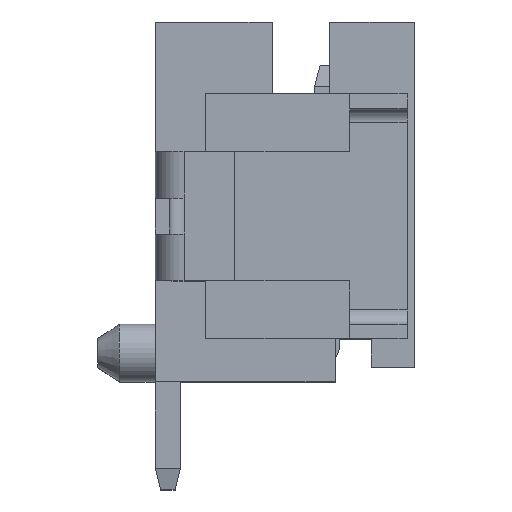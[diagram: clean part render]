
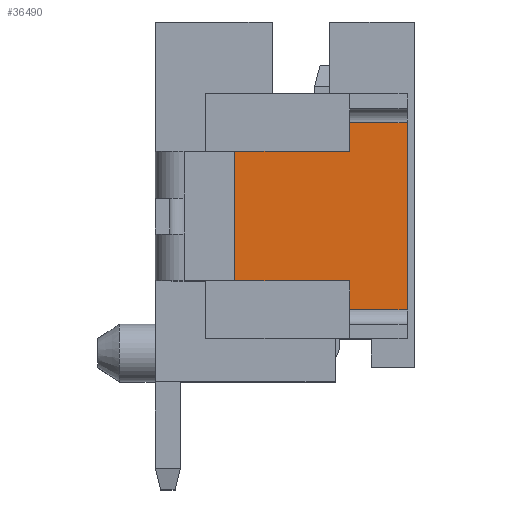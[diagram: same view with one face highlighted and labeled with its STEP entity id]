
A CAD part, top view. The second image highlights one B-rep face of the part: STEP entity #36490.
In plain terms, the highlighted planar face has unit normal (0, 0, 1).
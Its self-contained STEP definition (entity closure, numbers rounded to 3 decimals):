
#2620=CARTESIAN_POINT('',(0.283,1.27,14.15));
#2630=VERTEX_POINT('',#2620);
#2860=CARTESIAN_POINT('',(-0.417,1.27,14.15));
#2870=VERTEX_POINT('',#2860);
#2900=CARTESIAN_POINT('',(0.,1.27,14.15));
#2910=DIRECTION('',(1.,0.,0.));
#2920=VECTOR('',#2910,1.);
#2930=LINE('',#2900,#2920);
#2940=CARTESIAN_POINT('',(-0.751,1.27,14.15));
#2950=VERTEX_POINT('',#2940);
#2960=EDGE_CURVE('',#2950,#2870,#2930,.T.);
#3140=CARTESIAN_POINT('',(-0.917,1.27,14.15));
#3150=VERTEX_POINT('',#3140);
#3180=CARTESIAN_POINT('',(-1.167,1.27,14.15));
#3190=VERTEX_POINT('',#3180);
#3200=EDGE_CURVE('',#3190,#3150,#2930,.T.);
#8140=CARTESIAN_POINT('',(1.083,1.37,14.15));
#8150=VERTEX_POINT('',#8140);
#8180=CARTESIAN_POINT('',(-0.387,1.37,14.15));
#8190=DIRECTION('',(-1.,0.,0.));
#8200=VECTOR('',#8190,1.);
#8210=LINE('',#8180,#8200);
#8220=CARTESIAN_POINT('',(0.283,1.37,14.15));
#8230=VERTEX_POINT('',#8220);
#8240=EDGE_CURVE('',#8150,#8230,#8210,.T.);
#8900=CARTESIAN_POINT('',(-0.387,1.379,14.15));
#8910=DIRECTION('',(0.958,0.287,
0.));
#8920=VECTOR('',#8910,1.);
#8930=LINE('',#8900,#8920);
#8940=CARTESIAN_POINT('',(-0.917,1.22,14.15));
#8950=VERTEX_POINT('',#8940);
#8960=EDGE_CURVE('',#8950,#2950,#8930,.T.);
#10520=CARTESIAN_POINT('',(-1.256,-1.113,14.15));
#10530=VERTEX_POINT('',#10520);
#10560=CARTESIAN_POINT('',(-0.387,-1.287,14.15));
#10570=DIRECTION('',(-0.981,0.196,
0.));
#10580=VECTOR('',#10570,1.);
#10590=LINE('',#10560,#10580);
#10600=CARTESIAN_POINT('',(-1.167,-1.13,14.15));
#10610=VERTEX_POINT('',#10600);
#10620=EDGE_CURVE('',#10610,#10530,#10590,.T.);
#14490=CARTESIAN_POINT('',(0.283,0.,14.15));
#14500=DIRECTION('',(0.,1.,0.));
#14510=VECTOR('',#14500,1.);
#14520=LINE('',#14490,#14510);
#14530=EDGE_CURVE('',#2630,#8230,#14520,.T.);
#20410=CARTESIAN_POINT('',(0.283,-1.13,14.15));
#20420=VERTEX_POINT('',#20410);
#20450=CARTESIAN_POINT('',(0.283,0.,14.15));
#20460=DIRECTION('',(0.,1.,0.));
#20470=VECTOR('',#20460,1.);
#20480=LINE('',#20450,#20470);
#20490=CARTESIAN_POINT('',(0.283,-1.23,14.15));
#20500=VERTEX_POINT('',#20490);
#20510=EDGE_CURVE('',#20500,#20420,#20480,.T.);
#20960=CARTESIAN_POINT('',(0.,-1.13,14.15));
#20970=DIRECTION('',(-1.,0.,0.));
#20980=VECTOR('',#20970,1.);
#20990=LINE('',#20960,#20980);
#21000=CARTESIAN_POINT('',(-0.917,-1.13,14.15));
#21010=VERTEX_POINT('',#21000);
#21020=EDGE_CURVE('',#21010,#10610,#20990,.T.);
#21200=CARTESIAN_POINT('',(-0.751,-1.13,14.15));
#21210=VERTEX_POINT('',#21200);
#21240=CARTESIAN_POINT('',(-0.417,-1.13,14.15));
#21250=VERTEX_POINT('',#21240);
#21260=EDGE_CURVE('',#21250,#21210,#20990,.T.);
#25680=CARTESIAN_POINT('',(1.083,-1.23,14.15));
#25690=VERTEX_POINT('',#25680);
#25720=CARTESIAN_POINT('',(1.083,-0.448,14.15));
#25730=DIRECTION('',(0.,-1.,0.));
#25740=VECTOR('',#25730,1.);
#25750=LINE('',#25720,#25740);
#25760=EDGE_CURVE('',#8150,#25690,#25750,.T.);
#27840=CARTESIAN_POINT('',(-2.017,1.77,14.15));
#27850=DIRECTION('',(0.,-1.,0.));
#27860=VECTOR('',#27850,1.);
#27870=LINE('',#27840,#27860);
#27880=CARTESIAN_POINT('',(-2.017,0.97,14.15));
#27890=VERTEX_POINT('',#27880);
#27900=CARTESIAN_POINT('',(-2.017,-0.83,14.15));
#27910=VERTEX_POINT('',#27900);
#27920=EDGE_CURVE('',#27890,#27910,#27870,.T.);
#28670=CARTESIAN_POINT('',(-0.917,-0.448,14.15))
;
#28680=DIRECTION('',(0.,-1.,0.));
#28690=VECTOR('',#28680,1.);
#28700=LINE('',#28670,#28690);
#28710=EDGE_CURVE('',#3150,#8950,#28700,.T.);
#29140=CARTESIAN_POINT('',(-0.387,-1.23,14.15));
#29150=DIRECTION('',(1.,0.,0.));
#29160=VECTOR('',#29150,1.);
#29170=LINE('',#29140,#29160);
#29180=EDGE_CURVE('',#20500,#25690,#29170,.T.);
#30630=CARTESIAN_POINT('',(-0.417,-0.448,14.15))
;
#30640=DIRECTION('',(0.,-1.,0.));
#30650=VECTOR('',#30640,1.);
#30660=LINE('',#30630,#30650);
#30670=CARTESIAN_POINT('',(-0.417,-1.08,14.15));
#30680=VERTEX_POINT('',#30670);
#30690=EDGE_CURVE('',#30680,#21250,#30660,.T.);
#32660=CARTESIAN_POINT('',(-0.417,1.22,14.15));
#32670=VERTEX_POINT('',#32660);
#32700=CARTESIAN_POINT('',(-0.417,-0.448,14.15))
;
#32710=DIRECTION('',(0.,-1.,0.));
#32720=VECTOR('',#32710,1.);
#32730=LINE('',#32700,#32720);
#32740=EDGE_CURVE('',#2870,#32670,#32730,.T.);
#32890=CARTESIAN_POINT('',(-1.417,-0.931,14.15));
#32900=VERTEX_POINT('',#32890);
#32930=CARTESIAN_POINT('',(-1.217,-0.917,14.15));
#32940=DIRECTION('',(0.,0.,-1.));
#32950=DIRECTION('',(0.,1.,0.));
#32960=AXIS2_PLACEMENT_3D('',#32930,#32940,#32950);
#32970=CIRCLE('',#32960,0.2);
#32980=EDGE_CURVE('',#10530,#32900,#32970,.T.);
#33110=CARTESIAN_POINT('',(-0.387,-1.08,14.15));
#33120=DIRECTION('',(-1.,0.,0.));
#33130=VECTOR('',#33120,1.);
#33140=LINE('',#33110,#33130);
#33150=CARTESIAN_POINT('',(0.283,-1.08,14.15));
#33160=VERTEX_POINT('',#33150);
#33170=EDGE_CURVE('',#33160,#30680,#33140,.T.);
#35460=CARTESIAN_POINT('',(1.083,1.77,14.15));
#35470=DIRECTION('',(0.,0.,-1.));
#35480=DIRECTION('',(1.,0.,0.));
#35490=AXIS2_PLACEMENT_3D('',#35460,#35470,#35480);
#35500=PLANE('',#35490);
#35510=CARTESIAN_POINT('',(-1.417,-0.448,14.15));
#35520=DIRECTION('',(0.,1.,0.));
#35530=VECTOR('',#35520,1.);
#35540=LINE('',#35510,#35530);
#35550=CARTESIAN_POINT('',(-1.417,0.97,14.15));
#35560=VERTEX_POINT('',#35550);
#35570=CARTESIAN_POINT('',(-1.417,1.07,14.15));
#35580=VERTEX_POINT('',#35570);
#35590=EDGE_CURVE('',#35560,#35580,#35540,.T.);
#35600=ORIENTED_EDGE('',*,*,#35590,.F.);
#35610=CARTESIAN_POINT('',(-1.217,1.056,14.15));
#35620=DIRECTION('',(0.,0.,1.));
#35630=DIRECTION('',(0.,-1.,0.));
#35640=AXIS2_PLACEMENT_3D('',#35610,#35620,#35630);
#35650=CIRCLE('',#35640,0.2);
#35660=CARTESIAN_POINT('',(-1.256,1.252,14.15));
#35670=VERTEX_POINT('',#35660);
#35680=EDGE_CURVE('',#35670,#35580,#35650,.T.);
#35690=ORIENTED_EDGE('',*,*,#35680,.T.);
#35700=CARTESIAN_POINT('',(-0.387,1.426,14.15));
#35710=DIRECTION('',(0.981,0.196,
0.));
#35720=VECTOR('',#35710,1.);
#35730=LINE('',#35700,#35720);
#35740=EDGE_CURVE('',#35670,#3190,#35730,.T.);
#35750=ORIENTED_EDGE('',*,*,#35740,.F.);
#35760=ORIENTED_EDGE('',*,*,#3200,.F.);
#35770=ORIENTED_EDGE('',*,*,#28710,.F.);
#35780=ORIENTED_EDGE('',*,*,#8960,.F.);
#35790=ORIENTED_EDGE('',*,*,#2960,.F.);
#35800=ORIENTED_EDGE('',*,*,#32740,.F.);
#35810=CARTESIAN_POINT('',(-0.387,1.22,14.15));
#35820=DIRECTION('',(1.,0.,0.));
#35830=VECTOR('',#35820,1.);
#35840=LINE('',#35810,#35830);
#35850=CARTESIAN_POINT('',(0.283,1.22,14.15));
#35860=VERTEX_POINT('',#35850);
#35870=EDGE_CURVE('',#32670,#35860,#35840,.T.);
#35880=ORIENTED_EDGE('',*,*,#35870,.F.);
#35890=CARTESIAN_POINT('',(0.283,-0.448,14.15));
#35900=DIRECTION('',(0.,-1.,0.));
#35910=VECTOR('',#35900,1.);
#35920=LINE('',#35890,#35910);
#35930=EDGE_CURVE('',#2630,#35860,#35920,.T.);
#35940=ORIENTED_EDGE('',*,*,#35930,.T.);
#35950=ORIENTED_EDGE('',*,*,#14530,.F.);
#35960=ORIENTED_EDGE('',*,*,#8240,.T.);
#35970=ORIENTED_EDGE('',*,*,#25760,.F.);
#35980=ORIENTED_EDGE('',*,*,#29180,.T.);
#35990=ORIENTED_EDGE('',*,*,#20510,.F.);
#36000=CARTESIAN_POINT('',(0.283,-0.448,14.15));
#36010=DIRECTION('',(0.,-1.,0.));
#36020=VECTOR('',#36010,1.);
#36030=LINE('',#36000,#36020);
#36040=EDGE_CURVE('',#33160,#20420,#36030,.T.);
#36050=ORIENTED_EDGE('',*,*,#36040,.T.);
#36060=ORIENTED_EDGE('',*,*,#33170,.F.);
#36070=ORIENTED_EDGE('',*,*,#30690,.F.);
#36080=ORIENTED_EDGE('',*,*,#21260,.F.);
#36090=CARTESIAN_POINT('',(-0.387,-1.24,14.15));
#36100=DIRECTION('',(-0.958,0.287,
0.));
#36110=VECTOR('',#36100,1.);
#36120=LINE('',#36090,#36110);
#36130=CARTESIAN_POINT('',(-0.917,-1.08,14.15));
#36140=VERTEX_POINT('',#36130);
#36150=EDGE_CURVE('',#21210,#36140,#36120,.T.);
#36160=ORIENTED_EDGE('',*,*,#36150,.F.);
#36170=CARTESIAN_POINT('',(-0.917,-0.448,14.15))
;
#36180=DIRECTION('',(0.,-1.,0.));
#36190=VECTOR('',#36180,1.);
#36200=LINE('',#36170,#36190);
#36210=EDGE_CURVE('',#36140,#21010,#36200,.T.);
#36220=ORIENTED_EDGE('',*,*,#36210,.F.);
#36230=ORIENTED_EDGE('',*,*,#21020,.F.);
#36240=ORIENTED_EDGE('',*,*,#10620,.F.);
#36250=ORIENTED_EDGE('',*,*,#32980,.F.);
#36260=CARTESIAN_POINT('',(-1.417,-0.448,14.15));
#36270=DIRECTION('',(0.,1.,0.));
#36280=VECTOR('',#36270,1.);
#36290=LINE('',#36260,#36280);
#36300=CARTESIAN_POINT('',(-1.417,-0.83,14.15));
#36310=VERTEX_POINT('',#36300);
#36320=EDGE_CURVE('',#32900,#36310,#36290,.T.);
#36330=ORIENTED_EDGE('',*,*,#36320,.F.);
#36340=CARTESIAN_POINT('',(-0.387,-0.83,14.15))
;
#36350=DIRECTION('',(-1.,0.,0.));
#36360=VECTOR('',#36350,1.);
#36370=LINE('',#36340,#36360);
#36380=EDGE_CURVE('',#36310,#27910,#36370,.T.);
#36390=ORIENTED_EDGE('',*,*,#36380,.F.);
#36400=ORIENTED_EDGE('',*,*,#27920,.T.);
#36410=CARTESIAN_POINT('',(-0.387,0.97,14.15));
#36420=DIRECTION('',(1.,0.,0.));
#36430=VECTOR('',#36420,1.);
#36440=LINE('',#36410,#36430);
#36450=EDGE_CURVE('',#27890,#35560,#36440,.T.);
#36460=ORIENTED_EDGE('',*,*,#36450,.F.);
#36470=EDGE_LOOP('',(#36460,#36400,#36390,#36330,#36250,#36240,#36230,
#36220,#36160,#36080,#36070,#36060,#36050,#35990,#35980,#35970,#35960,
#35950,#35940,#35880,#35800,#35790,#35780,#35770,#35760,#35750,#35690,
#35600));
#36480=FACE_OUTER_BOUND('',#36470,.T.);
#36490=ADVANCED_FACE('',(#36480),#35500,.F.);
